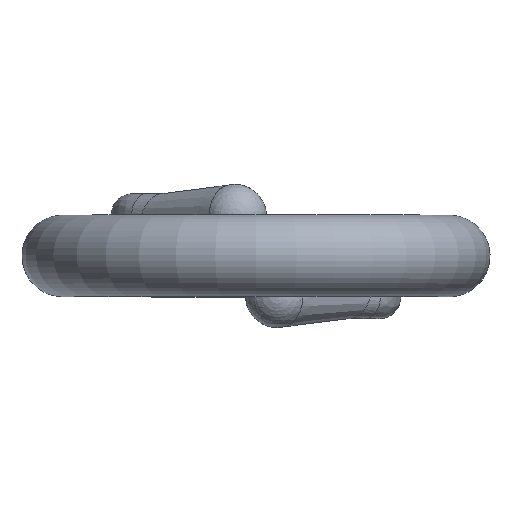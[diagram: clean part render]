
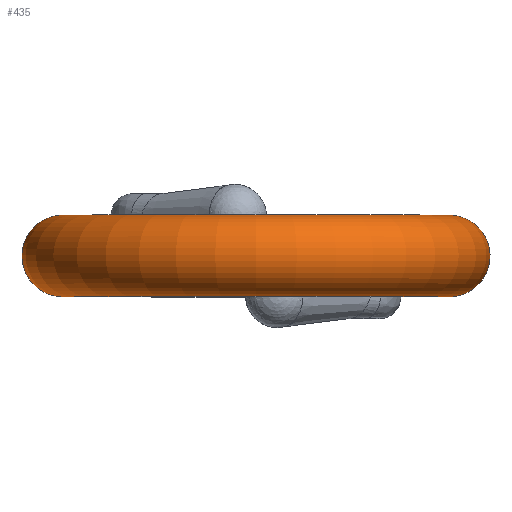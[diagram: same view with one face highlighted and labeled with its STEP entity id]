
A CAD part, top view. The second image highlights one B-rep face of the part: STEP entity #435.
In plain terms, the highlighted toroidal (fillet/blend) face has major radius 4.005 mm and minor radius 0.845 mm.
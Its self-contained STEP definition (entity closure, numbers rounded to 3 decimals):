
#69=FACE_BOUND('',#134,.T.);
#88=TOROIDAL_SURFACE('',#483,4.005,0.845);
#96=FACE_OUTER_BOUND('',#133,.T.);
#133=EDGE_LOOP('',(#321));
#134=EDGE_LOOP('',(#322));
#188=CIRCLE('',#482,4.005);
#189=CIRCLE('',#484,4.005);
#224=VERTEX_POINT('',#698);
#225=VERTEX_POINT('',#701);
#268=EDGE_CURVE('',#224,#224,#188,.T.);
#269=EDGE_CURVE('',#225,#225,#189,.T.);
#321=ORIENTED_EDGE('',*,*,#268,.T.);
#322=ORIENTED_EDGE('',*,*,#269,.T.);
#435=ADVANCED_FACE('',(#96,#69),#88,.T.);
#482=AXIS2_PLACEMENT_3D('',#699,#556,#557);
#483=AXIS2_PLACEMENT_3D('',#700,#558,#559);
#484=AXIS2_PLACEMENT_3D('',#702,#560,#561);
#556=DIRECTION('center_axis',(0.,-1.,0.));
#557=DIRECTION('ref_axis',(-1.,0.,0.));
#558=DIRECTION('center_axis',(0.,-1.,0.));
#559=DIRECTION('ref_axis',(0.,0.,-1.));
#560=DIRECTION('center_axis',(0.,1.,0.));
#561=DIRECTION('ref_axis',(-1.,0.,0.));
#698=CARTESIAN_POINT('',(4.005,0.845,8.75));
#699=CARTESIAN_POINT('Origin',(0.,0.845,
8.75));
#700=CARTESIAN_POINT('Origin',(0.,0.,
8.75));
#701=CARTESIAN_POINT('',(4.005,-0.845,8.75));
#702=CARTESIAN_POINT('Origin',(0.,-0.845,
8.75));
